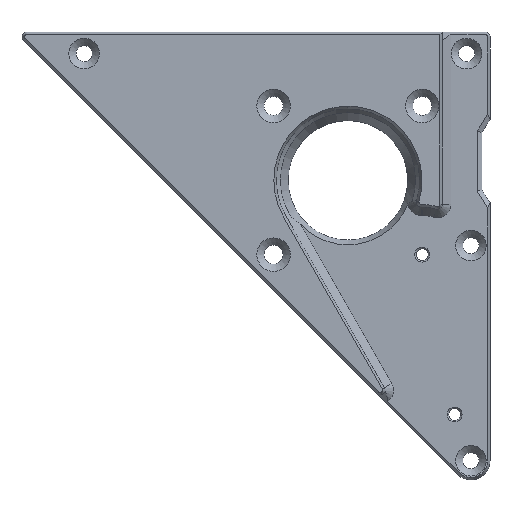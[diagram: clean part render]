
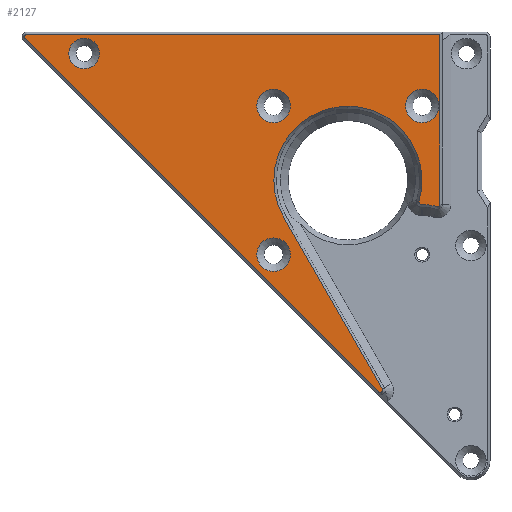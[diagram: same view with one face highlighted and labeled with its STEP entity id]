
A CAD part, top view. The second image highlights one B-rep face of the part: STEP entity #2127.
In plain terms, the highlighted planar face has unit normal (0, 0, 1).
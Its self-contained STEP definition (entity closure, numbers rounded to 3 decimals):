
#1494=CARTESIAN_POINT('',(489.493,73.903,36.));
#1495=VERTEX_POINT('',#1494);
#1502=CARTESIAN_POINT('',(489.004,74.546,36.));
#1503=VERTEX_POINT('',#1502);
#1504=CARTESIAN_POINT('',(489.483,74.403,36.));
#1505=DIRECTION('',(-0.,0.,1.));
#1506=DIRECTION('',(0.,1.,-0.));
#1507=AXIS2_PLACEMENT_3D('',#1504,#1505,#1506);
#1508=CIRCLE('',#1507,0.5);
#1509=EDGE_CURVE('',#1503,#1495,#1508,.T.);
#1527=CARTESIAN_POINT('',(474.146,94.462,36.));
#1528=VERTEX_POINT('',#1527);
#1537=CARTESIAN_POINT('',(460.699,71.253,36.));
#1538=VERTEX_POINT('',#1537);
#1539=CARTESIAN_POINT('',(474.146,78.962,36.));
#1540=DIRECTION('',(-0.,-0.,-1.));
#1541=DIRECTION('',(0.,-1.,0.));
#1542=AXIS2_PLACEMENT_3D('',#1539,#1540,#1541);
#1543=CIRCLE('',#1542,15.5);
#1544=EDGE_CURVE('',#1538,#1528,#1543,.T.);
#1656=CARTESIAN_POINT('',(481.308,35.301,36.));
#1657=VERTEX_POINT('',#1656);
#1664=CARTESIAN_POINT('',(480.521,34.697,36.));
#1665=VERTEX_POINT('',#1664);
#1666=CARTESIAN_POINT('',(480.875,35.051,36.));
#1667=DIRECTION('',(-0.,0.,1.));
#1668=DIRECTION('',(0.,1.,-0.));
#1669=AXIS2_PLACEMENT_3D('',#1666,#1667,#1668);
#1670=CIRCLE('',#1669,0.5);
#1671=EDGE_CURVE('',#1665,#1657,#1670,.T.);
#1914=CARTESIAN_POINT('',(493.371,109.462,36.));
#1915=VERTEX_POINT('',#1914);
#1922=CARTESIAN_POINT('',(493.371,73.939,36.));
#1923=VERTEX_POINT('',#1922);
#1924=CARTESIAN_POINT('',(493.371,73.939,36.));
#1925=DIRECTION('',(-0.,1.,-0.));
#1926=VECTOR('',#1925,35.523);
#1927=LINE('',#1924,#1926);
#1928=EDGE_CURVE('',#1923,#1915,#1927,.T.);
#1946=CARTESIAN_POINT('',(492.727,73.46,36.));
#1947=VERTEX_POINT('',#1946);
#1948=CARTESIAN_POINT('',(492.871,73.939,36.));
#1949=DIRECTION('',(-0.,0.,1.));
#1950=DIRECTION('',(0.,1.,-0.));
#1951=AXIS2_PLACEMENT_3D('',#1948,#1949,#1950);
#1952=CIRCLE('',#1951,0.5);
#1953=EDGE_CURVE('',#1947,#1923,#1952,.T.);
#1971=CARTESIAN_POINT('',(489.703,73.905,36.));
#1972=VERTEX_POINT('',#1971);
#1979=CARTESIAN_POINT('',(489.703,63.405,36.));
#1980=DIRECTION('',(-0.,-0.,-1.));
#1981=DIRECTION('',(0.,-1.,0.));
#1982=AXIS2_PLACEMENT_3D('',#1979,#1980,#1981);
#1983=CIRCLE('',#1982,10.5);
#1984=EDGE_CURVE('',#1495,#1972,#1983,.T.);
#1991=CARTESIAN_POINT('',(518.971,136.962,36.));
#1992=DIRECTION('',(0.,0.,1.));
#1993=DIRECTION('',(0.,-1.,0.));
#1994=AXIS2_PLACEMENT_3D('',#1991,#1992,#1993);
#1995=PLANE('',#1994);
#1996=CARTESIAN_POINT('',(458.59,59.905,36.));
#1997=VERTEX_POINT('',#1996);
#1998=CARTESIAN_POINT('',(462.09,63.405,36.));
#1999=VERTEX_POINT('',#1998);
#2000=CARTESIAN_POINT('',(458.59,63.405,36.));
#2001=DIRECTION('',(-0.,-0.,-1.));
#2002=DIRECTION('',(0.,-1.,0.));
#2003=AXIS2_PLACEMENT_3D('',#2000,#2001,#2002);
#2004=CIRCLE('',#2003,3.5);
#2005=EDGE_CURVE('',#1997,#1999,#2004,.T.);
#2006=ORIENTED_EDGE('',*,*,#2005,.T.);
#2007=CARTESIAN_POINT('',(458.59,63.405,36.));
#2008=DIRECTION('',(-0.,-0.,-1.));
#2009=DIRECTION('',(0.,-1.,0.));
#2010=AXIS2_PLACEMENT_3D('',#2007,#2008,#2009);
#2011=CIRCLE('',#2010,3.5);
#2012=EDGE_CURVE('',#1999,#1997,#2011,.T.);
#2013=ORIENTED_EDGE('',*,*,#2012,.T.);
#2014=EDGE_LOOP('',(#2006,#2013));
#2015=FACE_BOUND('',#2014,.T.);
#2016=CARTESIAN_POINT('',(481.308,35.301,36.));
#2017=DIRECTION('',(-0.497,0.868,-0.));
#2018=VECTOR('',#2017,41.441);
#2019=LINE('',#2016,#2018);
#2020=EDGE_CURVE('',#1657,#1538,#2019,.T.);
#2021=ORIENTED_EDGE('',*,*,#2020,.T.);
#2022=ORIENTED_EDGE('',*,*,#1544,.T.);
#2023=CARTESIAN_POINT('',(474.146,78.962,36.));
#2024=DIRECTION('',(-0.,-0.,-1.));
#2025=DIRECTION('',(0.,-1.,0.));
#2026=AXIS2_PLACEMENT_3D('',#2023,#2024,#2025);
#2027=CIRCLE('',#2026,15.5);
#2028=EDGE_CURVE('',#1528,#1503,#2027,.T.);
#2029=ORIENTED_EDGE('',*,*,#2028,.T.);
#2030=ORIENTED_EDGE('',*,*,#1509,.T.);
#2031=ORIENTED_EDGE('',*,*,#1984,.T.);
#2032=CARTESIAN_POINT('',(489.703,63.405,36.));
#2033=DIRECTION('',(-0.,-0.,-1.));
#2034=DIRECTION('',(0.,-1.,0.));
#2035=AXIS2_PLACEMENT_3D('',#2032,#2033,#2034);
#2036=CIRCLE('',#2035,10.5);
#2037=EDGE_CURVE('',#1972,#1947,#2036,.T.);
#2038=ORIENTED_EDGE('',*,*,#2037,.T.);
#2039=ORIENTED_EDGE('',*,*,#1953,.T.);
#2040=ORIENTED_EDGE('',*,*,#1928,.T.);
#2041=CARTESIAN_POINT('',(406.964,109.462,36.));
#2042=VERTEX_POINT('',#2041);
#2043=CARTESIAN_POINT('',(493.371,109.462,36.));
#2044=DIRECTION('',(-1.,-0.,0.));
#2045=VECTOR('',#2044,86.407);
#2046=LINE('',#2043,#2045);
#2047=EDGE_CURVE('',#1915,#2042,#2046,.T.);
#2048=ORIENTED_EDGE('',*,*,#2047,.T.);
#2049=CARTESIAN_POINT('',(406.611,108.608,36.));
#2050=VERTEX_POINT('',#2049);
#2051=CARTESIAN_POINT('',(406.964,108.962,36.));
#2052=DIRECTION('',(-0.,0.,1.));
#2053=DIRECTION('',(0.,1.,-0.));
#2054=AXIS2_PLACEMENT_3D('',#2051,#2052,#2053);
#2055=CIRCLE('',#2054,0.5);
#2056=EDGE_CURVE('',#2042,#2050,#2055,.T.);
#2057=ORIENTED_EDGE('',*,*,#2056,.T.);
#2058=CARTESIAN_POINT('',(406.611,108.608,36.));
#2059=DIRECTION('',(0.707,-0.707,0.));
#2060=VECTOR('',#2059,104.526);
#2061=LINE('',#2058,#2060);
#2062=EDGE_CURVE('',#2050,#1665,#2061,.T.);
#2063=ORIENTED_EDGE('',*,*,#2062,.T.);
#2064=ORIENTED_EDGE('',*,*,#1671,.T.);
#2065=EDGE_LOOP('',(#2021,#2022,#2029,#2030,#2031,#2038,#2039,#2040,#2048,#2057,#2063,#2064));
#2066=FACE_BOUND('',#2065,.T.);
#2067=CARTESIAN_POINT('',(458.59,91.018,36.));
#2068=VERTEX_POINT('',#2067);
#2069=CARTESIAN_POINT('',(458.59,98.018,36.));
#2070=VERTEX_POINT('',#2069);
#2071=CARTESIAN_POINT('',(458.59,94.518,36.));
#2072=DIRECTION('',(-0.,-0.,-1.));
#2073=DIRECTION('',(0.,-1.,0.));
#2074=AXIS2_PLACEMENT_3D('',#2071,#2072,#2073);
#2075=CIRCLE('',#2074,3.5);
#2076=EDGE_CURVE('',#2068,#2070,#2075,.T.);
#2077=ORIENTED_EDGE('',*,*,#2076,.T.);
#2078=CARTESIAN_POINT('',(458.59,94.518,36.));
#2079=DIRECTION('',(-0.,-0.,-1.));
#2080=DIRECTION('',(0.,-1.,0.));
#2081=AXIS2_PLACEMENT_3D('',#2078,#2079,#2080);
#2082=CIRCLE('',#2081,3.5);
#2083=EDGE_CURVE('',#2070,#2068,#2082,.T.);
#2084=ORIENTED_EDGE('',*,*,#2083,.T.);
#2085=EDGE_LOOP('',(#2077,#2084));
#2086=FACE_BOUND('',#2085,.T.);
#2087=CARTESIAN_POINT('',(489.703,91.018,36.));
#2088=VERTEX_POINT('',#2087);
#2089=CARTESIAN_POINT('',(489.703,98.018,36.));
#2090=VERTEX_POINT('',#2089);
#2091=CARTESIAN_POINT('',(489.703,94.518,36.));
#2092=DIRECTION('',(-0.,-0.,-1.));
#2093=DIRECTION('',(0.,-1.,0.));
#2094=AXIS2_PLACEMENT_3D('',#2091,#2092,#2093);
#2095=CIRCLE('',#2094,3.5);
#2096=EDGE_CURVE('',#2088,#2090,#2095,.T.);
#2097=ORIENTED_EDGE('',*,*,#2096,.T.);
#2098=CARTESIAN_POINT('',(489.703,94.518,36.));
#2099=DIRECTION('',(-0.,-0.,-1.));
#2100=DIRECTION('',(0.,-1.,0.));
#2101=AXIS2_PLACEMENT_3D('',#2098,#2099,#2100);
#2102=CIRCLE('',#2101,3.5);
#2103=EDGE_CURVE('',#2090,#2088,#2102,.T.);
#2104=ORIENTED_EDGE('',*,*,#2103,.T.);
#2105=EDGE_LOOP('',(#2097,#2104));
#2106=FACE_BOUND('',#2105,.T.);
#2107=CARTESIAN_POINT('',(418.971,102.262,36.));
#2108=VERTEX_POINT('',#2107);
#2109=CARTESIAN_POINT('',(418.971,108.662,36.));
#2110=VERTEX_POINT('',#2109);
#2111=CARTESIAN_POINT('',(418.971,105.462,36.));
#2112=DIRECTION('',(-0.,-0.,-1.));
#2113=DIRECTION('',(0.,-1.,0.));
#2114=AXIS2_PLACEMENT_3D('',#2111,#2112,#2113);
#2115=CIRCLE('',#2114,3.2);
#2116=EDGE_CURVE('',#2108,#2110,#2115,.T.);
#2117=ORIENTED_EDGE('',*,*,#2116,.T.);
#2118=CARTESIAN_POINT('',(418.971,105.462,36.));
#2119=DIRECTION('',(-0.,-0.,-1.));
#2120=DIRECTION('',(0.,-1.,0.));
#2121=AXIS2_PLACEMENT_3D('',#2118,#2119,#2120);
#2122=CIRCLE('',#2121,3.2);
#2123=EDGE_CURVE('',#2110,#2108,#2122,.T.);
#2124=ORIENTED_EDGE('',*,*,#2123,.T.);
#2125=EDGE_LOOP('',(#2117,#2124));
#2126=FACE_BOUND('',#2125,.T.);
#2127=ADVANCED_FACE('',(#2015,#2066,#2086,#2106,#2126),#1995,.T.);
